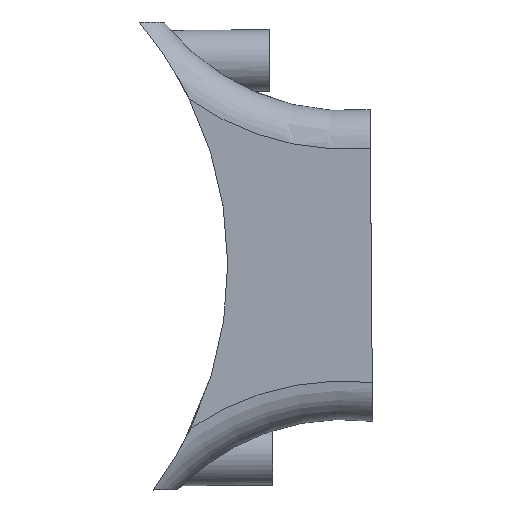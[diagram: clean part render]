
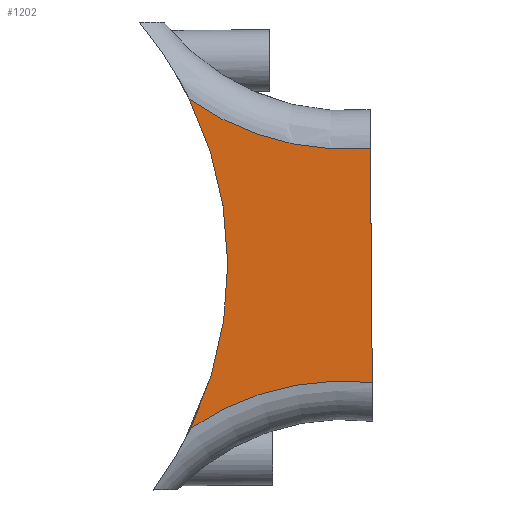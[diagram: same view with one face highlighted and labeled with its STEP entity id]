
A CAD part, left-side view. The second image highlights one B-rep face of the part: STEP entity #1202.
In plain terms, the highlighted planar face has unit normal (-1, 0, 0).
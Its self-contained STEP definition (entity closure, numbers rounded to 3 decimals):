
#69=LINE('',#1826,#167);
#167=VECTOR('',#1430,10.);
#266=PLANE('',#1297);
#307=FACE_OUTER_BOUND('',#385,.T.);
#385=EDGE_LOOP('',(#869,#870,#871,#872));
#473=CIRCLE('',#1291,35.);
#478=CIRCLE('',#1298,49.);
#479=CIRCLE('',#1299,35.);
#550=VERTEX_POINT('',#1778);
#554=VERTEX_POINT('',#1815);
#555=VERTEX_POINT('',#1825);
#577=VERTEX_POINT('',#1922);
#668=EDGE_CURVE('',#554,#550,#473,.T.);
#669=EDGE_CURVE('',#555,#550,#69,.F.);
#692=EDGE_CURVE('',#577,#554,#478,.T.);
#693=EDGE_CURVE('',#555,#577,#479,.T.);
#869=ORIENTED_EDGE('',*,*,#668,.F.);
#870=ORIENTED_EDGE('',*,*,#692,.F.);
#871=ORIENTED_EDGE('',*,*,#693,.F.);
#872=ORIENTED_EDGE('',*,*,#669,.T.);
#1202=ADVANCED_FACE('',(#307),#266,.T.);
#1291=AXIS2_PLACEMENT_3D('',#1823,#1426,#1427);
#1297=AXIS2_PLACEMENT_3D('',#1921,#1454,#1455);
#1298=AXIS2_PLACEMENT_3D('',#1923,#1456,#1457);
#1299=AXIS2_PLACEMENT_3D('',#1924,#1458,#1459);
#1426=DIRECTION('center_axis',(-1.,0.,0.));
#1427=DIRECTION('ref_axis',(0.,0.391,-0.92));
#1430=DIRECTION('',(0.,-0.008,-1.));
#1454=DIRECTION('center_axis',(-1.,0.,0.));
#1455=DIRECTION('ref_axis',(0.,-0.008,-1.));
#1456=DIRECTION('center_axis',(-1.,0.,0.));
#1457=DIRECTION('ref_axis',(0.,0.,1.));
#1458=DIRECTION('center_axis',(-1.,0.,0.));
#1459=DIRECTION('ref_axis',(0.,0.331,0.944));
#1778=CARTESIAN_POINT('',(4.466,-64.972,64.059));
#1815=CARTESIAN_POINT('',(4.466,-41.516,70.433));
#1823=CARTESIAN_POINT('Origin',(4.466,-61.851,98.919));
#1825=CARTESIAN_POINT('',(4.466,-65.216,33.722));
#1826=CARTESIAN_POINT('',(4.466,-65.012,59.098));
#1921=CARTESIAN_POINT('Origin',(4.466,-61.935,68.605));
#1922=CARTESIAN_POINT('',(4.466,-41.693,27.772));
#1923=CARTESIAN_POINT('Origin',(4.466,2.509,48.919));
#1924=CARTESIAN_POINT('Origin',(4.466,-61.505,-1.081));
